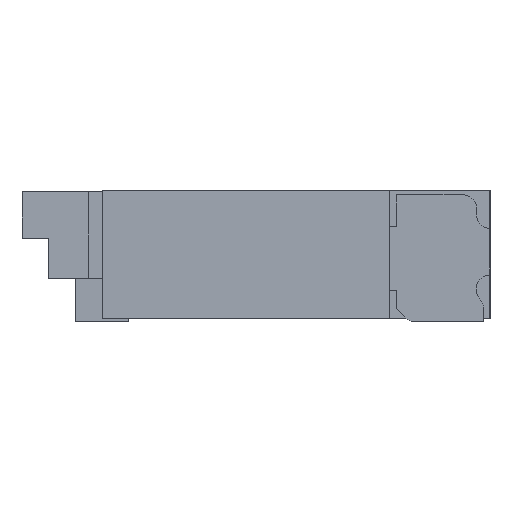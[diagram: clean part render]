
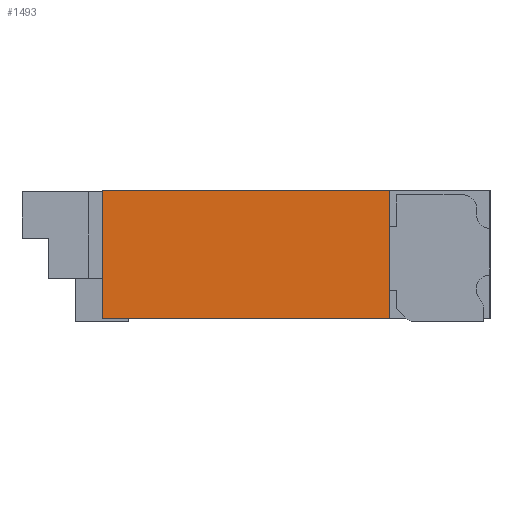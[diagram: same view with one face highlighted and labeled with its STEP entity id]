
A CAD part, left-side view. The second image highlights one B-rep face of the part: STEP entity #1493.
In plain terms, the highlighted planar face has unit normal (-1, 0, 0).
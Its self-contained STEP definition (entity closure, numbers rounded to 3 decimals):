
#1493 = ADVANCED_FACE( '', ( #3009 ), #3010, .T. );
#3009 = FACE_OUTER_BOUND( '', #4654, .T. );
#3010 = PLANE( '', #4655 );
#4654 = EDGE_LOOP( '', ( #8806, #8807, #8808, #8809 ) );
#4655 = AXIS2_PLACEMENT_3D( '', #8810, #8811, #8812 );
#8806 = ORIENTED_EDGE( '', *, *, #12639, .F. );
#8807 = ORIENTED_EDGE( '', *, *, #12808, .T. );
#8808 = ORIENTED_EDGE( '', *, *, #11858, .T. );
#8809 = ORIENTED_EDGE( '', *, *, #11405, .T. );
#8810 = CARTESIAN_POINT( '', ( -6., 0., 0. ) );
#8811 = DIRECTION( '', ( -1., 0., 0. ) );
#8812 = DIRECTION( '', ( 0., 0., 1. ) );
#11405 = EDGE_CURVE( '', #14076, #14074, #14077, .T. );
#11858 = EDGE_CURVE( '', #14866, #14076, #14867, .T. );
#12639 = EDGE_CURVE( '', #16004, #14074, #16006, .T. );
#12808 = EDGE_CURVE( '', #16004, #14866, #16222, .T. );
#14074 = VERTEX_POINT( '', #17931 );
#14076 = VERTEX_POINT( '', #17934 );
#14077 = LINE( '', #17935, #17936 );
#14866 = VERTEX_POINT( '', #19122 );
#14867 = LINE( '', #19123, #19124 );
#16004 = VERTEX_POINT( '', #20855 );
#16006 = LINE( '', #20858, #20859 );
#16222 = LINE( '', #21191, #21192 );
#17931 = CARTESIAN_POINT( '', ( -6., -0.7, -0.48 ) );
#17934 = CARTESIAN_POINT( '', ( -6., 1.45, -0.48 ) );
#17935 = CARTESIAN_POINT( '', ( -6., 1.45, -0.48 ) );
#17936 = VECTOR( '', #22352, 1000. );
#19122 = CARTESIAN_POINT( '', ( -6., 1.45, 0.48 ) );
#19123 = CARTESIAN_POINT( '', ( -6., 1.45, 0.48 ) );
#19124 = VECTOR( '', #22768, 1000. );
#20855 = CARTESIAN_POINT( '', ( -6., -0.7, 0.48 ) );
#20858 = CARTESIAN_POINT( '', ( -6., -0.7, 0. ) );
#20859 = VECTOR( '', #23385, 1000. );
#21191 = CARTESIAN_POINT( '', ( -6., -1.45, 0.48 ) );
#21192 = VECTOR( '', #23502, 1000. );
#22352 = DIRECTION( '', ( 0., -1., 0. ) );
#22768 = DIRECTION( '', ( 0., 0., -1. ) );
#23385 = DIRECTION( '', ( 0., 0., -1. ) );
#23502 = DIRECTION( '', ( 0., 1., 0. ) );
